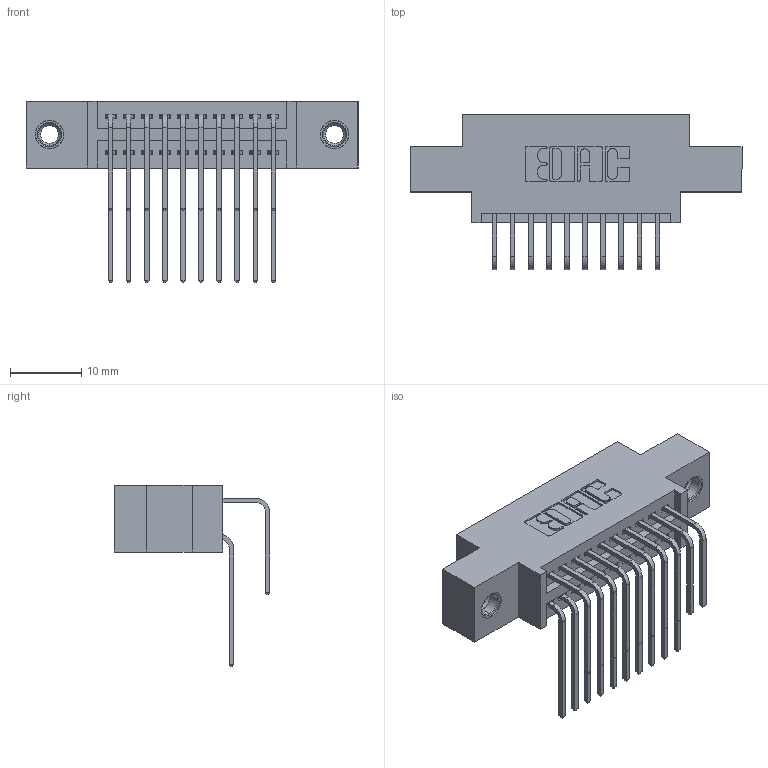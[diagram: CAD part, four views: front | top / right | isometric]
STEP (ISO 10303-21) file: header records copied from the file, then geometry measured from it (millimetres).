
FILE_DESCRIPTION (( 'STEP AP203' ), '1' );
FILE_NAME ('345-020-558-807.STEP', '2018-08-20T07:04:38', ( '' ), ( '' ), 'SwSTEP 2.0', 'SolidWorks 2016', '' );
FILE_SCHEMA (( 'CONFIG_CONTROL_DESIGN' ));
Length unit declared in the file: inch
Products named in the file (5): 345-292-001_558 Tail - 2; 345-250-001_345-250-005-103; 345-020-558-807; 345 Part_0.170 Offset - 0.156 Dia-TI; 345-292-001_558 559 Tail - 1
Assembly tree (23 placements, depth 2):
  345-020-558-807
    345 Part_0.170 Offset - 0.156 Dia-TI
    345-292-001_558 559 Tail - 1  x10
    345-292-001_558 Tail - 2  x10
    345-250-001_345-250-005-103  x2
Bounding box: 46.61 x 21.83 x 25.53 mm (x, y, z)
Volume: 4219.1 mm3; surface area: 6330.6 mm2
Topology: 23 solids, 23 shells, 1230 faces, 3589 edges, 2358 vertices
Faces by surface type: plane 816, cylinder 398, cone 12, torus 4
Entity records: 15124 total; most frequent: CARTESIAN_POINT 2594, ORIENTED_EDGE 2470, DIRECTION 2325, EDGE_CURVE 1235, LINE 1003, VECTOR 1003, VERTEX_POINT 816, AXIS2_PLACEMENT_3D 661
